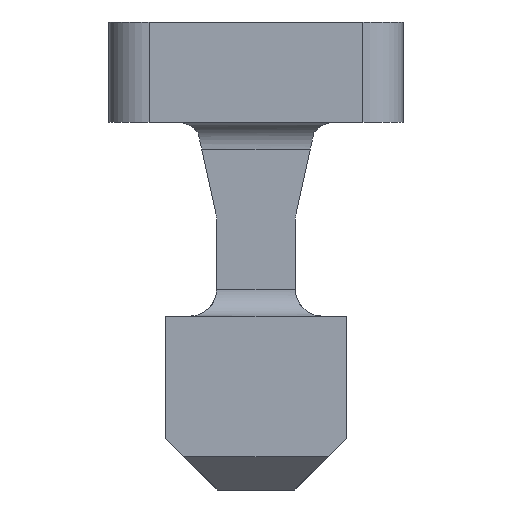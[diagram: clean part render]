
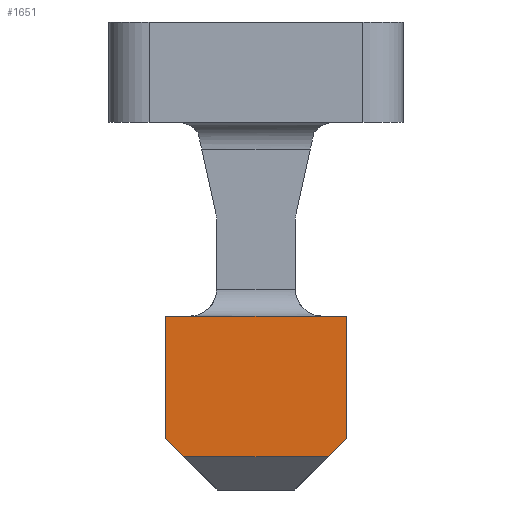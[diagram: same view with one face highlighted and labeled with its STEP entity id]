
A CAD part, front view. The second image highlights one B-rep face of the part: STEP entity #1651.
In plain terms, the highlighted planar face has unit normal (0, -1, 0).
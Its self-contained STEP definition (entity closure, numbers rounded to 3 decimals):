
#49=PLANE('',#1804);
#137=LINE('',#3170,#243);
#146=LINE('',#3191,#252);
#149=LINE('',#3199,#255);
#152=LINE('',#3204,#258);
#153=LINE('',#3206,#259);
#154=LINE('',#3208,#260);
#155=LINE('',#3210,#261);
#156=LINE('',#3211,#262);
#243=VECTOR('',#2094,10.);
#252=VECTOR('',#2107,10.);
#255=VECTOR('',#2114,10.);
#258=VECTOR('',#2119,10.);
#259=VECTOR('',#2120,10.);
#260=VECTOR('',#2121,10.);
#261=VECTOR('',#2122,10.);
#262=VECTOR('',#2123,10.);
#461=FACE_OUTER_BOUND('',#561,.T.);
#561=EDGE_LOOP('',(#1375,#1376,#1377,#1378,#1379,#1380,#1381,#1382));
#778=VERTEX_POINT('',#3168);
#779=VERTEX_POINT('',#3169);
#788=VERTEX_POINT('',#3188);
#789=VERTEX_POINT('',#3190);
#792=VERTEX_POINT('',#3198);
#794=VERTEX_POINT('',#3205);
#795=VERTEX_POINT('',#3207);
#796=VERTEX_POINT('',#3209);
#986=EDGE_CURVE('',#778,#779,#137,.T.);
#996=EDGE_CURVE('',#789,#788,#146,.T.);
#1000=EDGE_CURVE('',#778,#792,#149,.T.);
#1003=EDGE_CURVE('',#789,#779,#152,.T.);
#1004=EDGE_CURVE('',#788,#794,#153,.T.);
#1005=EDGE_CURVE('',#794,#795,#154,.T.);
#1006=EDGE_CURVE('',#795,#796,#155,.T.);
#1007=EDGE_CURVE('',#796,#792,#156,.T.);
#1375=ORIENTED_EDGE('',*,*,#986,.T.);
#1376=ORIENTED_EDGE('',*,*,#1003,.F.);
#1377=ORIENTED_EDGE('',*,*,#996,.T.);
#1378=ORIENTED_EDGE('',*,*,#1004,.T.);
#1379=ORIENTED_EDGE('',*,*,#1005,.T.);
#1380=ORIENTED_EDGE('',*,*,#1006,.T.);
#1381=ORIENTED_EDGE('',*,*,#1007,.T.);
#1382=ORIENTED_EDGE('',*,*,#1000,.F.);
#1651=ADVANCED_FACE('',(#461),#49,.F.);
#1804=AXIS2_PLACEMENT_3D('',#3203,#2117,#2118);
#2094=DIRECTION('',(0.707,0.,-0.707));
#2107=DIRECTION('',(0.707,0.,0.707));
#2114=DIRECTION('',(0.,0.,1.));
#2117=DIRECTION('center_axis',(0.,1.,0.));
#2118=DIRECTION('ref_axis',(-1.,0.,0.));
#2119=DIRECTION('',(-1.,0.,0.));
#2120=DIRECTION('',(0.,0.,1.));
#2121=DIRECTION('',(-1.,0.,0.));
#2122=DIRECTION('',(-1.,0.,0.));
#2123=DIRECTION('',(-1.,0.,0.));
#3168=CARTESIAN_POINT('',(-13.5,-10.,-62.3));
#3169=CARTESIAN_POINT('',(-10.8,-10.,-65.));
#3170=CARTESIAN_POINT('',(-0.975,-10.,-74.825));
#3188=CARTESIAN_POINT('',(13.5,-10.,-62.3));
#3190=CARTESIAN_POINT('',(10.8,-10.,-65.));
#3191=CARTESIAN_POINT('',(11.575,-10.,-64.225));
#3198=CARTESIAN_POINT('',(-13.5,-10.,-44.));
#3199=CARTESIAN_POINT('',(-13.5,-10.,-70.));
#3203=CARTESIAN_POINT('Origin',(13.5,-10.,-70.));
#3204=CARTESIAN_POINT('',(6.75,-10.,-65.));
#3205=CARTESIAN_POINT('',(13.5,-10.,-44.));
#3206=CARTESIAN_POINT('',(13.5,-10.,-70.));
#3207=CARTESIAN_POINT('',(9.9,-10.,-44.));
#3208=CARTESIAN_POINT('',(11.7,-10.,-44.));
#3209=CARTESIAN_POINT('',(-9.9,-10.,-44.));
#3210=CARTESIAN_POINT('',(-13.5,-10.,-44.));
#3211=CARTESIAN_POINT('',(0.,-10.,-44.));
